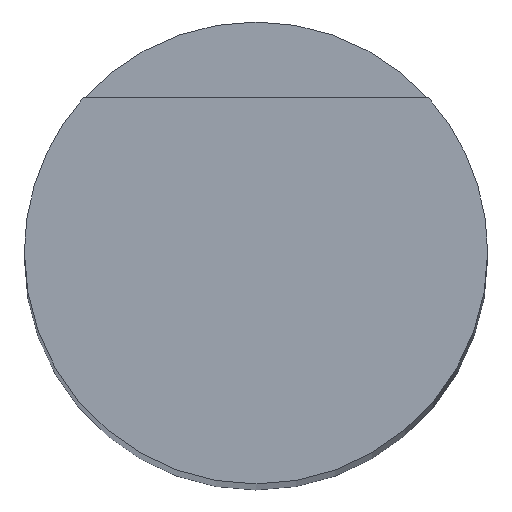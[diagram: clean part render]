
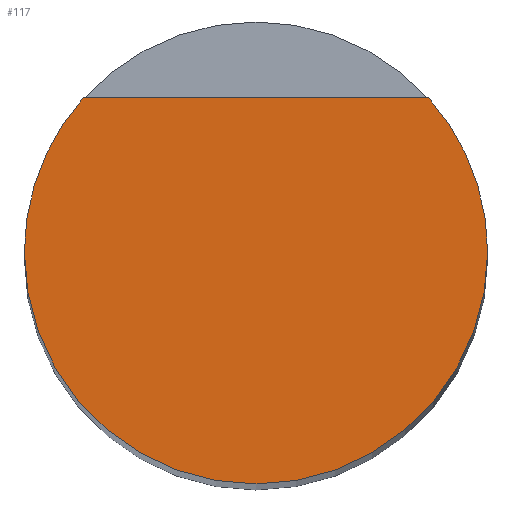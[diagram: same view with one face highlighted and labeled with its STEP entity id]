
A CAD part, top view. The second image highlights one B-rep face of the part: STEP entity #117.
In plain terms, the highlighted planar face has unit normal (0, 0, 1).
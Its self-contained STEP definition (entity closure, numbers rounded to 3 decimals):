
#1 = VERTEX_POINT ( 'NONE', #77 ) ;
#2 = CIRCLE ( 'NONE', #183, 3. ) ;
#3 = CIRCLE ( 'NONE', #95, 3. ) ;
#8 = DIRECTION ( 'NONE',  ( 1., 0., 0. ) ) ;
#14 = VERTEX_POINT ( 'NONE', #149 ) ;
#25 = ORIENTED_EDGE ( 'NONE', *, *, #168, .T. ) ;
#28 = DIRECTION ( 'NONE',  ( 0., 0., 1. ) ) ;
#31 = CARTESIAN_POINT ( 'NONE',  ( 2.236, 2., 45. ) ) ;
#42 = ORIENTED_EDGE ( 'NONE', *, *, #121, .T. ) ;
#43 = CARTESIAN_POINT ( 'NONE',  ( -2.236, 2., 45. ) ) ;
#58 = VECTOR ( 'NONE', #140, 1000. ) ;
#59 = CIRCLE ( 'NONE', #200, 3. ) ;
#77 = CARTESIAN_POINT ( 'NONE',  ( 3., 0., 45. ) ) ;
#78 = DIRECTION ( 'NONE',  ( 1., 0., 0. ) ) ;
#82 = DIRECTION ( 'NONE',  ( 1., 0., 0. ) ) ;
#87 = ORIENTED_EDGE ( 'NONE', *, *, #161, .F. ) ;
#89 = FACE_OUTER_BOUND ( 'NONE', #136, .T. ) ;
#95 = AXIS2_PLACEMENT_3D ( 'NONE', #203, #186, #8 ) ;
#108 = CARTESIAN_POINT ( 'NONE',  ( 0., 0., 45. ) ) ;
#117 = ADVANCED_FACE ( 'NONE', ( #89 ), #138, .T. ) ;
#121 = EDGE_CURVE ( 'NONE', #143, #14, #59, .T. ) ;
#134 = AXIS2_PLACEMENT_3D ( 'NONE', #204, #173, #141 ) ;
#136 = EDGE_LOOP ( 'NONE', ( #87, #42, #25, #159 ) ) ;
#138 = PLANE ( 'NONE',  #134 ) ;
#140 = DIRECTION ( 'NONE',  ( 1., 0., 0. ) ) ;
#141 = DIRECTION ( 'NONE',  ( 1., 0., 0. ) ) ;
#143 = VERTEX_POINT ( 'NONE', #43 ) ;
#149 = CARTESIAN_POINT ( 'NONE',  ( -3., 0., 45. ) ) ;
#152 = CARTESIAN_POINT ( 'NONE',  ( 0., 0., 45. ) ) ;
#159 = ORIENTED_EDGE ( 'NONE', *, *, #177, .T. ) ;
#161 = EDGE_CURVE ( 'NONE', #143, #172, #163, .T. ) ;
#163 = LINE ( 'NONE', #201, #58 ) ;
#167 = DIRECTION ( 'NONE',  ( 0., 0., 1. ) ) ;
#168 = EDGE_CURVE ( 'NONE', #14, #1, #3, .T. ) ;
#172 = VERTEX_POINT ( 'NONE', #31 ) ;
#173 = DIRECTION ( 'NONE',  ( 0., 0., 1. ) ) ;
#177 = EDGE_CURVE ( 'NONE', #1, #172, #2, .T. ) ;
#183 = AXIS2_PLACEMENT_3D ( 'NONE', #152, #167, #78 ) ;
#186 = DIRECTION ( 'NONE',  ( 0., 0., 1. ) ) ;
#200 = AXIS2_PLACEMENT_3D ( 'NONE', #108, #28, #82 ) ;
#201 = CARTESIAN_POINT ( 'NONE',  ( 0., 2., 45. ) ) ;
#203 = CARTESIAN_POINT ( 'NONE',  ( 0., 0., 45. ) ) ;
#204 = CARTESIAN_POINT ( 'NONE',  ( 0., 0., 45. ) ) ;
